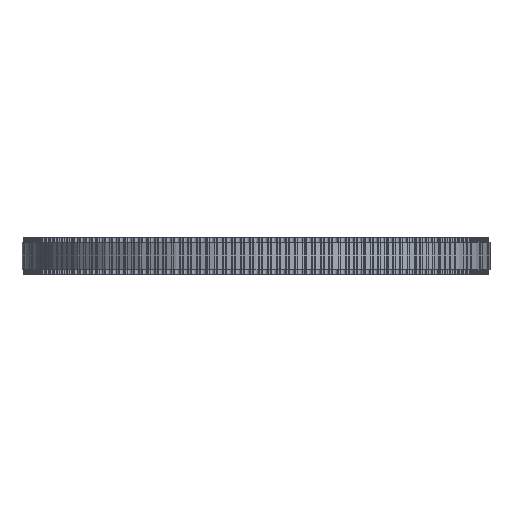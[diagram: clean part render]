
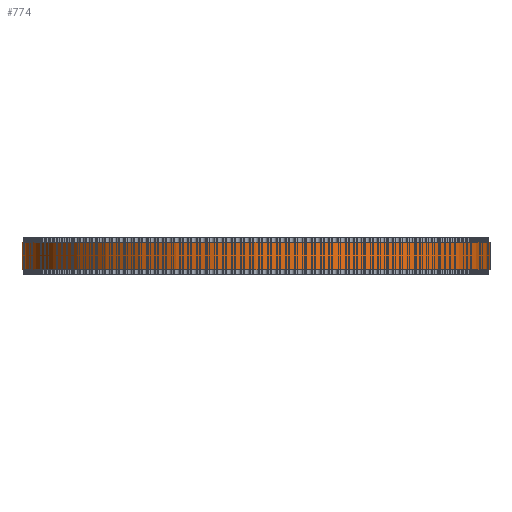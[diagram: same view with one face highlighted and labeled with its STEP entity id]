
A CAD part, front view. The second image highlights one B-rep face of the part: STEP entity #774.
In plain terms, the highlighted cylindrical face has radius 51.885 mm (diameter 103.769 mm), a full revolution.
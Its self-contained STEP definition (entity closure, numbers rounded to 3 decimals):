
#97=FACE_BOUND('',#2736,.T.);
#98=FACE_BOUND('',#2737,.T.);
#774=ADVANCED_FACE('',(#97,#98),#1427,.T.);
#1427=CYLINDRICAL_SURFACE('',#14487,51.885);
#2736=EDGE_LOOP('',(#7954));
#2737=EDGE_LOOP('',(#7955));
#7954=ORIENTED_EDGE('',*,*,#11218,.T.);
#7955=ORIENTED_EDGE('',*,*,#11219,.T.);
#9260=VERTEX_POINT('',#22980);
#9261=VERTEX_POINT('',#22982);
#11218=EDGE_CURVE('',#9260,#9260,#12524,.T.);
#11219=EDGE_CURVE('',#9261,#9261,#12525,.T.);
#12524=CIRCLE('',#14485,51.885);
#12525=CIRCLE('',#14486,51.885);
#14485=AXIS2_PLACEMENT_3D('',#22979,#19058,#19059);
#14486=AXIS2_PLACEMENT_3D('',#22981,#19060,#19061);
#14487=AXIS2_PLACEMENT_3D('',#22983,#19062,#19063);
#19058=DIRECTION('',(0.,0.,1.));
#19059=DIRECTION('',(1.,0.,0.));
#19060=DIRECTION('',(0.,0.,-1.));
#19061=DIRECTION('',(1.,0.,0.));
#19062=DIRECTION('',(0.,0.,1.));
#19063=DIRECTION('',(1.,0.,0.));
#22979=CARTESIAN_POINT('',(0.,0.,1.));
#22980=CARTESIAN_POINT('',(51.885,0.,1.));
#22981=CARTESIAN_POINT('',(0.,0.,7.));
#22982=CARTESIAN_POINT('',(51.885,0.,7.));
#22983=CARTESIAN_POINT('',(0.,0.,1.));
